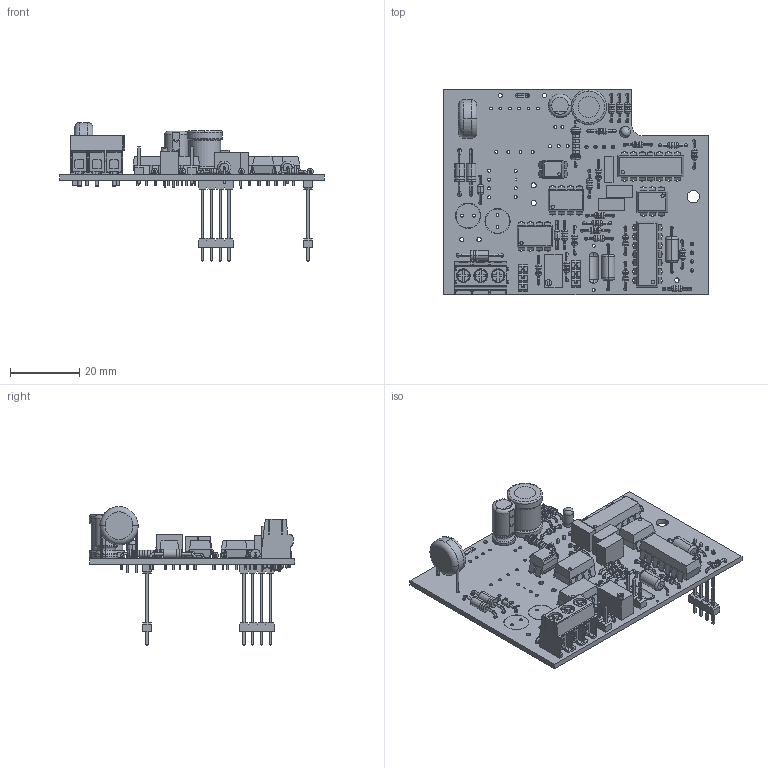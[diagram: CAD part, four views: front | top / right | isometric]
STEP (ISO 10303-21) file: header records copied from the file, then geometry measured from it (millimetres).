
FILE_DESCRIPTION (( 'STEP AP214' ), '1' );
FILE_NAME ('GSDA-AI-V4A.STEP', '2019-05-01T17:13:39', ( '' ), ( '' ), 'SwSTEP 2.0', 'SolidWorks 2017', '' );
FILE_SCHEMA (( 'AUTOMOTIVE_DESIGN' ));
Length unit declared in the file: inch
Products named in the file (1): GSDA-AI-V4A
Bounding box: 76.2 x 59.12 x 39.94 mm (x, y, z)
Volume: 13177.2 mm3; surface area: 18008.4 mm2
Topology: 53 solids, 53 shells, 3005 faces, 7369 edges, 4618 vertices
Faces by surface type: plane 1639, cylinder 975, torus 177, cone 110, bspline 102, sphere 2
Entity records: 104002 total; most frequent: CARTESIAN_POINT 18685, DIRECTION 15277, ORIENTED_EDGE 14732, EDGE_CURVE 7366, AXIS2_PLACEMENT_3D 5296, VECTOR 4685, LINE 4685, VERTEX_POINT 4616
